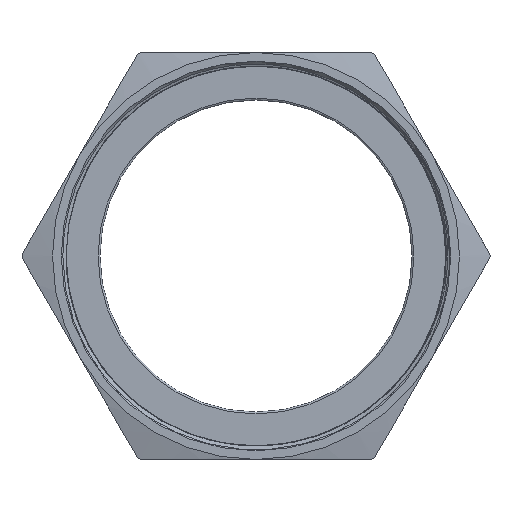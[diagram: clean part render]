
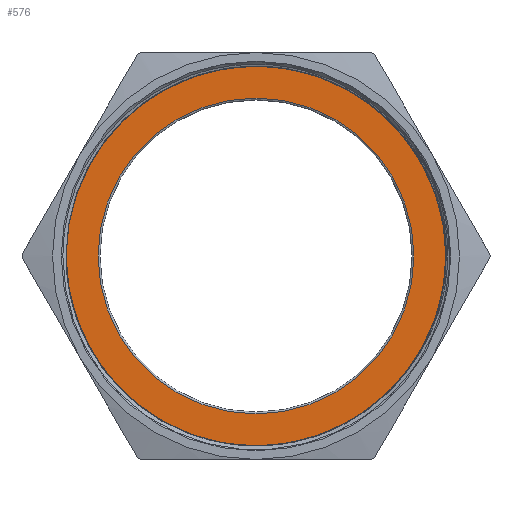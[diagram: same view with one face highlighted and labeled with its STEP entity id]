
A CAD part, left-side view. The second image highlights one B-rep face of the part: STEP entity #576.
In plain terms, the highlighted planar face has unit normal (-1, 0, 0).
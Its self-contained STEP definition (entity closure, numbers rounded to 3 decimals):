
#75=PLANE('',#651);
#101=FACE_BOUND('',#186,.T.);
#138=FACE_OUTER_BOUND('',#185,.T.);
#185=EDGE_LOOP('',(#529));
#186=EDGE_LOOP('',(#530));
#196=CIRCLE('',#600,49.);
#220=CIRCLE('',#650,40.75);
#254=VERTEX_POINT('',#3954);
#290=VERTEX_POINT('',#4719);
#314=EDGE_CURVE('',#254,#254,#196,.T.);
#370=EDGE_CURVE('',#290,#290,#220,.T.);
#529=ORIENTED_EDGE('',*,*,#314,.F.);
#530=ORIENTED_EDGE('',*,*,#370,.T.);
#576=ADVANCED_FACE('',(#138,#101),#75,.T.);
#600=AXIS2_PLACEMENT_3D('',#3955,#684,#685);
#650=AXIS2_PLACEMENT_3D('',#4720,#802,#803);
#651=AXIS2_PLACEMENT_3D('',#4721,#804,#805);
#684=DIRECTION('center_axis',(1.,0.,0.));
#685=DIRECTION('ref_axis',(0.,0.,-1.));
#802=DIRECTION('center_axis',(1.,0.,0.));
#803=DIRECTION('ref_axis',(0.,0.,-1.));
#804=DIRECTION('center_axis',(-1.,0.,0.));
#805=DIRECTION('ref_axis',(0.,0.,1.));
#3954=CARTESIAN_POINT('',(-24.1,49.,0.));
#3955=CARTESIAN_POINT('Origin',(-24.1,0.,0.));
#4719=CARTESIAN_POINT('',(-24.1,40.75,0.));
#4720=CARTESIAN_POINT('Origin',(-24.1,0.,0.));
#4721=CARTESIAN_POINT('Origin',(-24.1,49.,0.));
